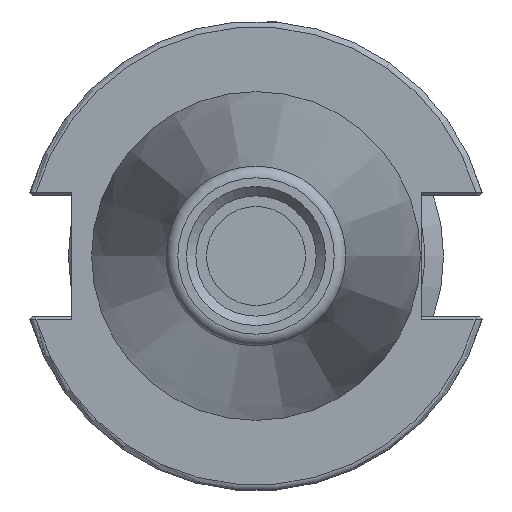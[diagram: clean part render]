
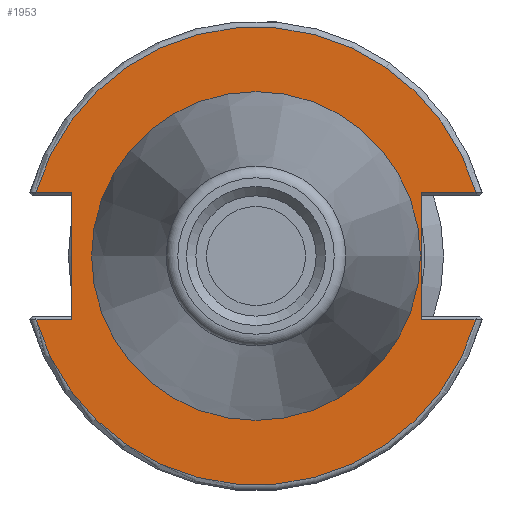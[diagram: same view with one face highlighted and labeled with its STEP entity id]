
A CAD part, left-side view. The second image highlights one B-rep face of the part: STEP entity #1953.
In plain terms, the highlighted planar face has unit normal (-1, 0, 0).
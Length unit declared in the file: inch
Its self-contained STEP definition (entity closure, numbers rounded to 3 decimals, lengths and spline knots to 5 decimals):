
#128=FACE_BOUND('',#383,.T.);
#263=FACE_OUTER_BOUND('',#382,.T.);
#382=EDGE_LOOP('',(#1437,#1438,#1439,#1440,#1441,#1442,#1443,#1444));
#383=EDGE_LOOP('',(#1445));
#508=CIRCLE('',#2124,0.86);
#509=CIRCLE('',#2126,1.21875);
#510=CIRCLE('',#2127,1.21875);
#573=LINE('',#2904,#731);
#574=LINE('',#2906,#732);
#575=LINE('',#2910,#733);
#576=LINE('',#2912,#734);
#577=LINE('',#2914,#735);
#578=LINE('',#2917,#736);
#731=VECTOR('',#2387,0.12159);
#732=VECTOR('',#2388,0.29091);
#733=VECTOR('',#2391,0.19091);
#734=VECTOR('',#2392,0.67625);
#735=VECTOR('',#2393,0.19091);
#736=VECTOR('',#2396,0.29091);
#901=VERTEX_POINT('',#2898);
#902=VERTEX_POINT('',#2902);
#903=VERTEX_POINT('',#2903);
#904=VERTEX_POINT('',#2905);
#905=VERTEX_POINT('',#2907);
#906=VERTEX_POINT('',#2909);
#907=VERTEX_POINT('',#2911);
#908=VERTEX_POINT('',#2913);
#909=VERTEX_POINT('',#2915);
#1102=EDGE_CURVE('',#901,#901,#508,.T.);
#1103=EDGE_CURVE('',#902,#903,#573,.T.);
#1104=EDGE_CURVE('',#903,#904,#574,.T.);
#1105=EDGE_CURVE('',#905,#904,#509,.T.);
#1106=EDGE_CURVE('',#906,#905,#575,.T.);
#1107=EDGE_CURVE('',#907,#906,#576,.T.);
#1108=EDGE_CURVE('',#908,#907,#577,.T.);
#1109=EDGE_CURVE('',#909,#908,#510,.T.);
#1110=EDGE_CURVE('',#909,#902,#578,.T.);
#1437=ORIENTED_EDGE('',*,*,#1103,.T.);
#1438=ORIENTED_EDGE('',*,*,#1104,.T.);
#1439=ORIENTED_EDGE('',*,*,#1105,.F.);
#1440=ORIENTED_EDGE('',*,*,#1106,.F.);
#1441=ORIENTED_EDGE('',*,*,#1107,.F.);
#1442=ORIENTED_EDGE('',*,*,#1108,.F.);
#1443=ORIENTED_EDGE('',*,*,#1109,.F.);
#1444=ORIENTED_EDGE('',*,*,#1110,.T.);
#1445=ORIENTED_EDGE('',*,*,#1102,.F.);
#1887=PLANE('',#2125);
#1953=ADVANCED_FACE('',(#263,#128),#1887,.T.);
#2124=AXIS2_PLACEMENT_3D('',#2900,#2383,#2384);
#2125=AXIS2_PLACEMENT_3D('',#2901,#2385,#2386);
#2126=AXIS2_PLACEMENT_3D('',#2908,#2389,#2390);
#2127=AXIS2_PLACEMENT_3D('',#2916,#2394,#2395);
#2383=DIRECTION('center_axis',(-1.,0.,0.));
#2384=DIRECTION('ref_axis',(0.,0.,1.));
#2385=DIRECTION('center_axis',(-1.,0.,0.));
#2386=DIRECTION('ref_axis',(0.,0.,1.));
#2387=DIRECTION('',(0.,0.,1.));
#2388=DIRECTION('',(0.,-1.,0.));
#2389=DIRECTION('center_axis',(1.,0.,0.));
#2390=DIRECTION('ref_axis',(0.,0.,1.));
#2391=DIRECTION('',(0.,1.,0.));
#2392=DIRECTION('',(0.,0.,1.));
#2393=DIRECTION('',(0.,-1.,0.));
#2394=DIRECTION('center_axis',(1.,0.,0.));
#2395=DIRECTION('ref_axis',(0.,0.,-1.));
#2396=DIRECTION('',(0.,1.,0.));
#2898=CARTESIAN_POINT('',(0.125,0.,-0.86));
#2900=CARTESIAN_POINT('Origin',(0.125,0.,0.));
#2901=CARTESIAN_POINT('Origin',(0.125,-0.875,0.));
#2902=CARTESIAN_POINT('',(0.125,-0.88,-0.33813));
#2903=CARTESIAN_POINT('',(0.125,-0.88,0.33813));
#2904=CARTESIAN_POINT('',(0.125,-0.88,0.));
#2905=CARTESIAN_POINT('',(0.125,-1.17091,0.33813));
#2906=CARTESIAN_POINT('',(0.125,-0.9025,0.33813));
#2907=CARTESIAN_POINT('',(0.125,1.17091,0.33813));
#2908=CARTESIAN_POINT('Origin',(0.125,0.,0.));
#2909=CARTESIAN_POINT('',(0.125,0.98,0.33813));
#2910=CARTESIAN_POINT('',(0.125,0.0275,0.33813));
#2911=CARTESIAN_POINT('',(0.125,0.98,-0.33813));
#2912=CARTESIAN_POINT('',(0.125,0.98,-0.33813));
#2913=CARTESIAN_POINT('',(0.125,1.17091,-0.33813));
#2914=CARTESIAN_POINT('',(0.125,0.2775,-0.33813));
#2915=CARTESIAN_POINT('',(0.125,-1.17091,-0.33813));
#2916=CARTESIAN_POINT('Origin',(0.125,0.,0.));
#2917=CARTESIAN_POINT('',(0.125,-0.9025,-0.33813));
